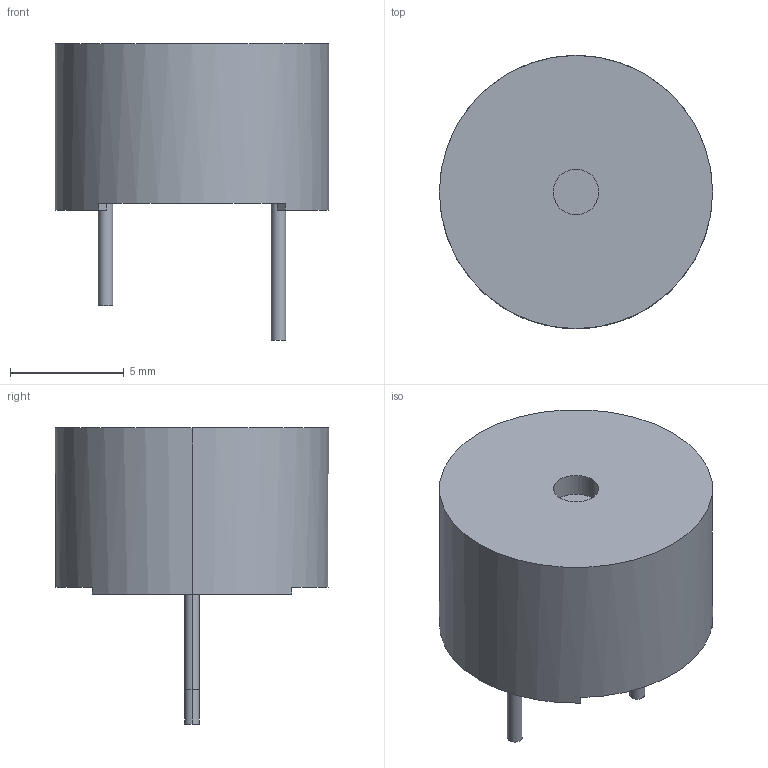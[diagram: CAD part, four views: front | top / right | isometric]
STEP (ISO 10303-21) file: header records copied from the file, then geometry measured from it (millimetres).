
FILE_DESCRIPTION (( 'STEP AP214' ), '1' );
FILE_NAME ('CD9F1DD8-4E28-43B2-9E73-72D70353A436.STEP', '2023-08-24T10:39:36', ( '' ), ( '' ), 'SwSTEP 2.0', 'SolidWorks 2022', '' );
FILE_SCHEMA (( 'AUTOMOTIVE_DESIGN' ));
Length unit declared in the file: millimetre
Products named in the file (1): CD9F1DD8-4E28-43B2-9E73-72D70353A436
Bounding box: 12 x 12 x 13 mm (x, y, z)
Volume: 794.9 mm3; surface area: 529.7 mm2
Topology: 1 solids, 1 shells, 22 faces, 51 edges, 34 vertices
Faces by surface type: cylinder 11, plane 11
Entity records: 752 total; most frequent: DIRECTION 123, CARTESIAN_POINT 108, ORIENTED_EDGE 102, EDGE_CURVE 51, AXIS2_PLACEMENT_3D 49, VERTEX_POINT 34, CIRCLE 26, EDGE_LOOP 25
